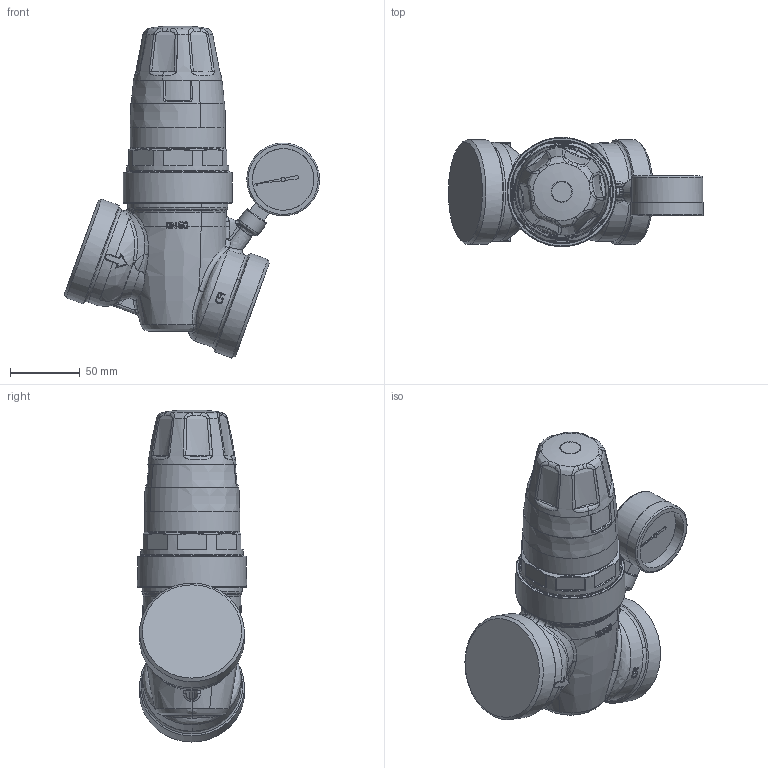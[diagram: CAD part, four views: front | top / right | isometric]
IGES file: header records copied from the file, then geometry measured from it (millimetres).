
Global section: file name: NA535891HA _Simplify_1; native system: Autodesk Inventor 2025; preprocessor: unknown; author: ischreiner; date: 20250819.122515; units: inch
Bounding box: 182.33 x 78.06 x 237.21 mm (x, y, z)
Volume: 1063730.7 mm3; surface area: 83324.3 mm2
Topology: 2 solids, 2 shells, 814 faces, 2112 edges, 1326 vertices
Faces by surface type: bspline 814
